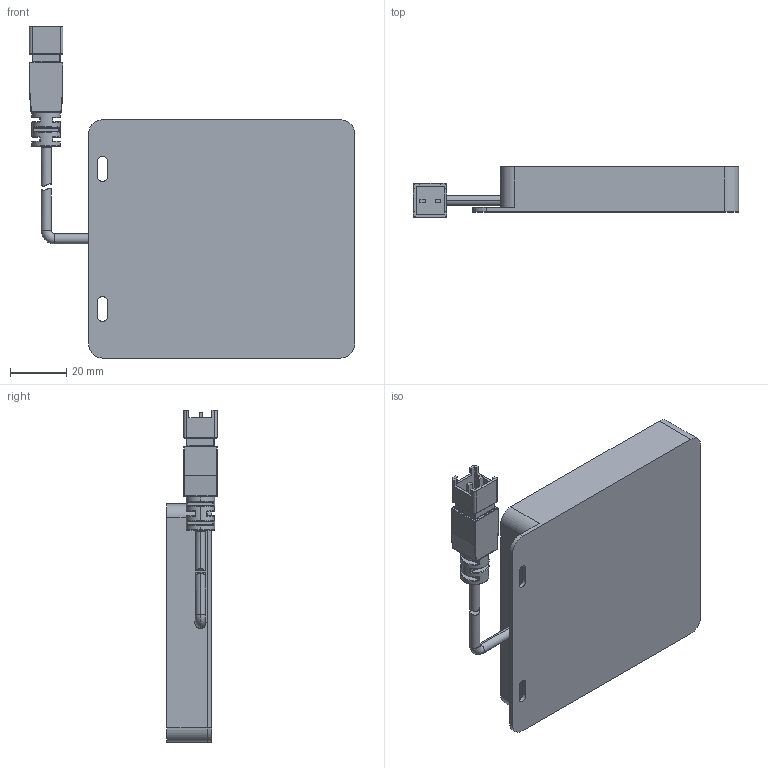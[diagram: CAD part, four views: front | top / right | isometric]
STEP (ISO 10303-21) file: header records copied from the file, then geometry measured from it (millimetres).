
FILE_DESCRIPTION (( 'STEP AP203' ), '1' );
FILE_NAME ('STBL80-80.STEP', '2023-09-02T06:47:07', ( 'Windows 蚚誧' ), ( 'Organization' ), 'SwSTEP 2.0', 'SolidWorks 2018', '' );
FILE_SCHEMA (( 'CONFIG_CONTROL_DESIGN' ));
Length unit declared in the file: millimetre
Products named in the file (5): 埱嫖啣; 盄; 80x80等嫉; PCB; STBL80-80
Assembly tree (4 placements, depth 2):
  STBL80-80
    80x80等嫉
    埱嫖啣
    PCB
    盄
Bounding box: 116.1 x 18 x 118.5 mm (x, y, z)
Volume: 69725.5 mm3; surface area: 55895.3 mm2
Topology: 5 solids, 5 shells, 305 faces, 738 edges, 440 vertices
Faces by surface type: cylinder 122, plane 109, bspline 44, torus 26, sphere 4
Entity records: 10225 total; most frequent: CARTESIAN_POINT 2840, ORIENTED_EDGE 1444, DIRECTION 1440, EDGE_CURVE 722, AXIS2_PLACEMENT_3D 540, VERTEX_POINT 440, LINE 360, VECTOR 360
